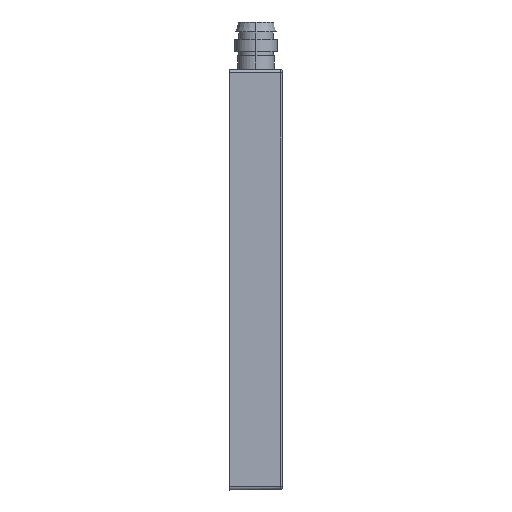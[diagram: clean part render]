
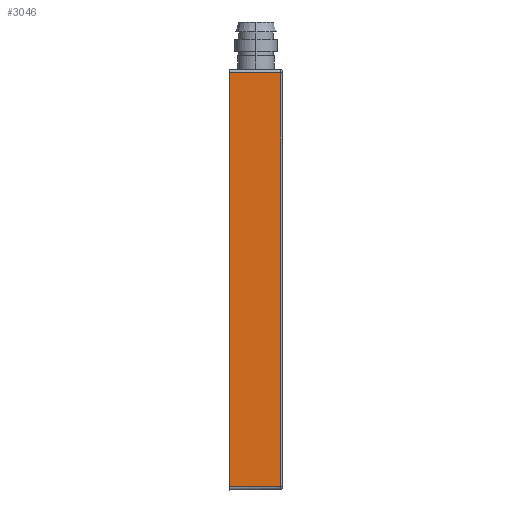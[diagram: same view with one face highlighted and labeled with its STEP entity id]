
A CAD part, left-side view. The second image highlights one B-rep face of the part: STEP entity #3046.
In plain terms, the highlighted planar face has unit normal (-1, -0.009, 0).
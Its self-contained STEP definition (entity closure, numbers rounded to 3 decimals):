
#295=DIRECTION('',(0.,0.,1.));
#296=VECTOR('',#295,78.8);
#297=CARTESIAN_POINT('',(-35.,10.,-79.4));
#298=LINE('',#297,#296);
#663=CARTESIAN_POINT('',(-34.915,0.297,
-79.315));
#684=CARTESIAN_POINT('',(-35.,10.,-79.4));
#686=DIRECTION('',(0.009,-1.,0.009));
#687=VECTOR('',#686,9.703);
#688=CARTESIAN_POINT('',(-35.,10.,-79.4));
#689=LINE('',#688,#687);
#694=DIRECTION('',(0.,0.,-1.));
#695=VECTOR('',#694,78.631);
#696=CARTESIAN_POINT('',(-34.915,0.297,
-0.685));
#697=LINE('',#696,#695);
#724=DIRECTION('',(0.009,-1.,-0.009));
#725=VECTOR('',#724,9.703);
#726=CARTESIAN_POINT('',(-35.,10.,-0.6));
#727=LINE('',#726,#725);
#1291=VERTEX_POINT('',#684);
#1292=CARTESIAN_POINT('',(-35.,10.,-0.6));
#1293=VERTEX_POINT('',#1292);
#1341=VERTEX_POINT('',#663);
#1344=CARTESIAN_POINT('',(-34.915,0.297,
-0.685));
#1345=VERTEX_POINT('',#1344);
#3033=CARTESIAN_POINT('',(-35.,10.,-82.349));
#3034=DIRECTION('',(-1.,-0.009,0.));
#3035=DIRECTION('',(0.,0.,1.));
#3036=AXIS2_PLACEMENT_3D('',#3033,#3034,#3035);
#3037=PLANE('',#3036);
#3039=ORIENTED_EDGE('',*,*,#3038,.T.);
#3040=ORIENTED_EDGE('',*,*,#3016,.F.);
#3041=ORIENTED_EDGE('',*,*,#2090,.T.);
#3043=ORIENTED_EDGE('',*,*,#3042,.T.);
#3044=EDGE_LOOP('',(#3039,#3040,#3041,#3043));
#3045=FACE_OUTER_BOUND('',#3044,.F.);
#3046=ADVANCED_FACE('',(#3045),#3037,.T.);
#2090=EDGE_CURVE('',#1291,#1293,#298,.T.);
#3016=EDGE_CURVE('',#1291,#1341,#689,.T.);
#3038=EDGE_CURVE('',#1345,#1341,#697,.T.);
#3042=EDGE_CURVE('',#1293,#1345,#727,.T.);
